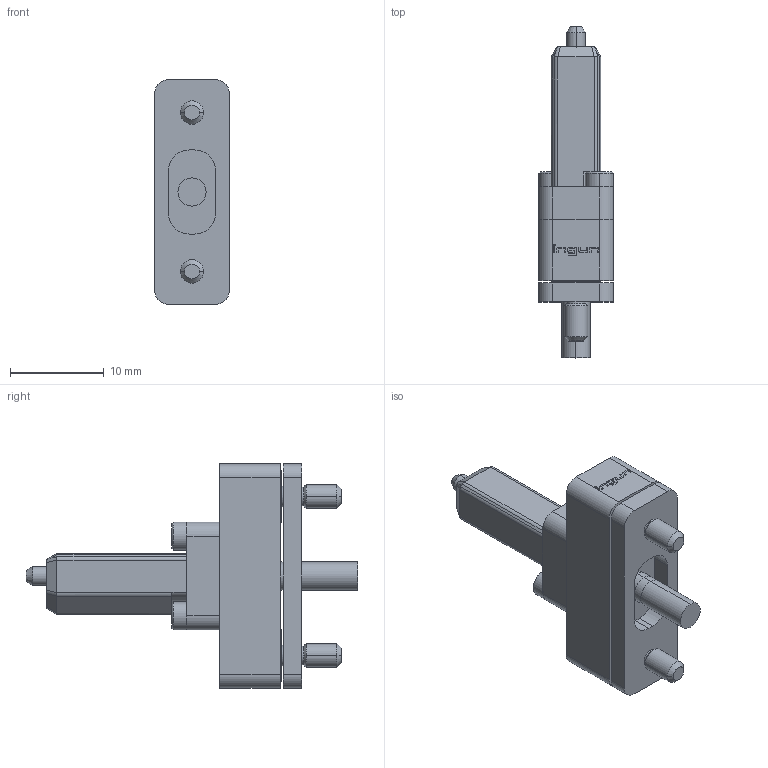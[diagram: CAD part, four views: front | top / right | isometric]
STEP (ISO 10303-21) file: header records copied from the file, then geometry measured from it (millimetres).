
FILE_DESCRIPTION (( 'STEP AP203' ), '1' );
FILE_NAME ('INGUN_HAS-807_HTE-1-S-VZ.STEP', '2023-05-24T11:48:42', ( '' ), ( '' ), 'SwSTEP 2.0', 'SolidWorks 2021', '' );
FILE_SCHEMA (( 'CONFIG_CONTROL_DESIGN' ));
Length unit declared in the file: millimetre
Products named in the file (1): INGUN_HAS-807_HTE-1-S-VZ
Bounding box: 8 x 35.5 x 24 mm (x, y, z)
Volume: 2302.1 mm3; surface area: 2458.2 mm2
Topology: 1 solids, 1 shells, 473 faces, 1255 edges, 815 vertices
Faces by surface type: plane 216, cylinder 210, cone 28, torus 15, bspline 4
Entity records: 18282 total; most frequent: CARTESIAN_POINT 6454, ORIENTED_EDGE 2506, DIRECTION 2504, EDGE_CURVE 1253, AXIS2_PLACEMENT_3D 933, VERTEX_POINT 815, LINE 638, VECTOR 638
